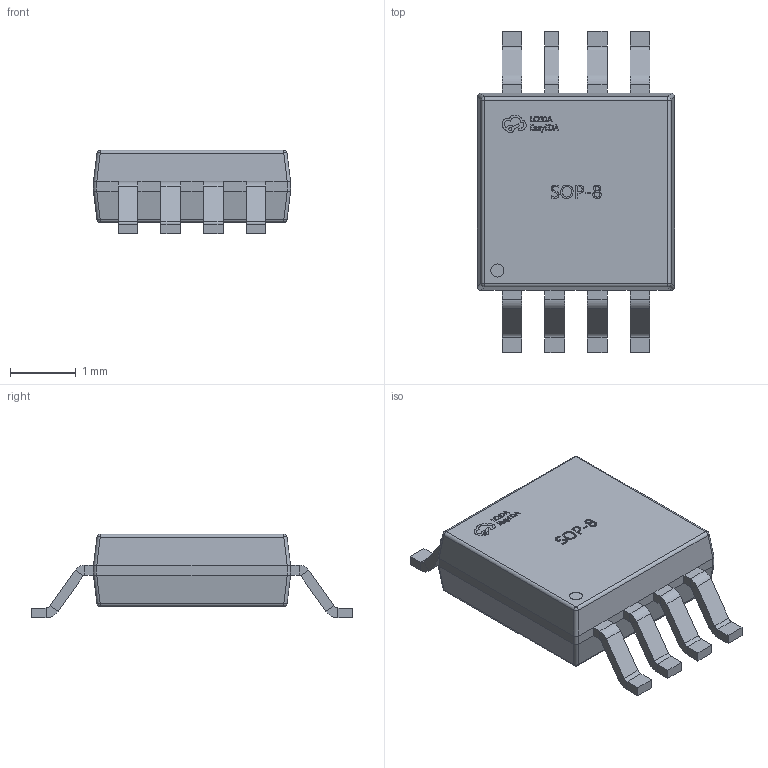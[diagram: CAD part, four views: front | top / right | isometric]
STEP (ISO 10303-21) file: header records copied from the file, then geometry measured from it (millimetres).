
FILE_DESCRIPTION (( 'STEP AP214' ), '1' );
FILE_NAME ('TSSOP-8_L3.0-W3.0-H1.1-LS4.9-P0.65.step', '2022-07-26T10:53:22', ( '' ), ( '' ), 'SwSTEP 2.0', 'SolidWorks 2020', '' );
FILE_SCHEMA (( 'AUTOMOTIVE_DESIGN' ));
Length unit declared in the file: millimetre
Products named in the file (1): TSSOP-8_L3.0-W3.0-H1.1-LS4.9-P0.65
Bounding box: 3 x 4.9 x 1.28 mm (x, y, z)
Volume: 10 mm3; surface area: 38.3 mm2
Topology: 14 solids, 14 shells, 570 faces, 1399 edges, 874 vertices
Faces by surface type: plane 356, bspline 152, cylinder 54, sphere 8
Entity records: 26465 total; most frequent: CARTESIAN_POINT 7732, ORIENTED_EDGE 2798, DIRECTION 1997, EDGE_CURVE 1399, VECTOR 975, LINE 975, VERTEX_POINT 874, EDGE_LOOP 599
